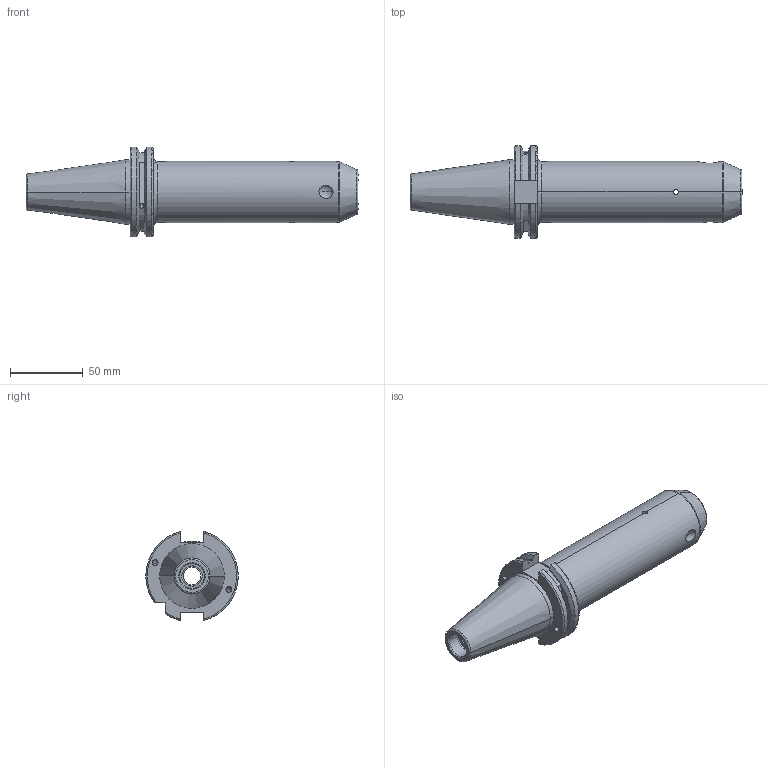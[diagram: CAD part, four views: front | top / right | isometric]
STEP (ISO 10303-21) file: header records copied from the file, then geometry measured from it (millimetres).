
FILE_DESCRIPTION (( 'STEP AP203' ), '1' );
FILE_NAME ('91406-WK212160.STEP', '2019-11-29T05:37:58', ( '' ), ( '' ), 'SwSTEP 2.0', 'SolidWorks 2018', '' );
FILE_SCHEMA (( 'CONFIG_CONTROL_DESIGN' ));
Length unit declared in the file: millimetre
Products named in the file (1): 91406-WK212160
Bounding box: 228.4 x 63.55 x 61.48 mm (x, y, z)
Volume: 266730.2 mm3; surface area: 46410.4 mm2
Topology: 1 solids, 1 shells, 131 faces, 333 edges, 208 vertices
Faces by surface type: cylinder 54, plane 35, cone 18, torus 18, bspline 4, sphere 2
Entity records: 4812 total; most frequent: CARTESIAN_POINT 1618, ORIENTED_EDGE 666, DIRECTION 642, EDGE_CURVE 333, AXIS2_PLACEMENT_3D 259, VERTEX_POINT 208, EDGE_LOOP 155, CIRCLE 131
